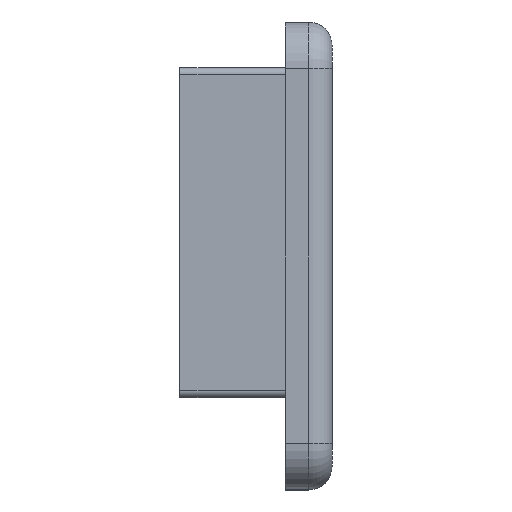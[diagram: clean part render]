
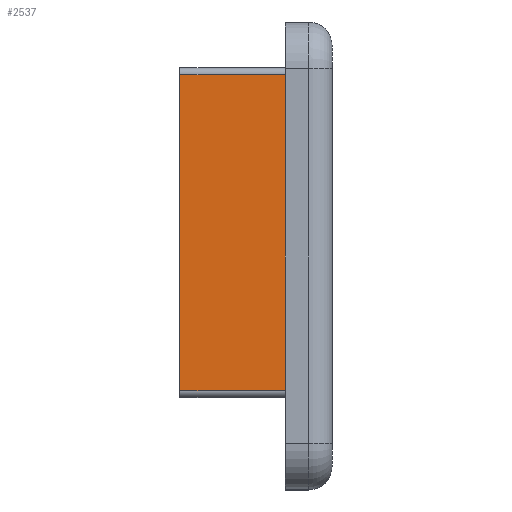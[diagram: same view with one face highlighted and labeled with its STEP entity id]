
A CAD part, left-side view. The second image highlights one B-rep face of the part: STEP entity #2537.
In plain terms, the highlighted planar face has unit normal (-1, 0, 0).
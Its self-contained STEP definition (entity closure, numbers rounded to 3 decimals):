
#41 = CARTESIAN_POINT ( 'NONE',  ( -36., 2., -5.75 ) ) ;
#336 = VERTEX_POINT ( 'NONE', #2673 ) ;
#456 = LINE ( 'NONE', #2761, #3537 ) ;
#485 = DIRECTION ( 'NONE',  ( 1., 0., 0. ) ) ;
#512 = ORIENTED_EDGE ( 'NONE', *, *, #4460, .F. ) ;
#539 = VECTOR ( 'NONE', #4544, 1000. ) ;
#703 = ORIENTED_EDGE ( 'NONE', *, *, #7273, .T. ) ;
#720 = LINE ( 'NONE', #6839, #539 ) ;
#914 = VERTEX_POINT ( 'NONE', #6225 ) ;
#927 = VECTOR ( 'NONE', #4674, 1000. ) ;
#1272 = ORIENTED_EDGE ( 'NONE', *, *, #4153, .T. ) ;
#1386 = LINE ( 'NONE', #5986, #5853 ) ;
#2068 = VERTEX_POINT ( 'NONE', #3220 ) ;
#2479 = LINE ( 'NONE', #7016, #927 ) ;
#2537 = ADVANCED_FACE ( 'NONE', ( #4336 ), #3374, .F. ) ;
#2673 = CARTESIAN_POINT ( 'NONE',  ( -36., 6.5, -5.75 ) ) ;
#2761 = CARTESIAN_POINT ( 'NONE',  ( -36., 6.5, 7.75 ) ) ;
#3133 = AXIS2_PLACEMENT_3D ( 'NONE', #7419, #485, #4537 ) ;
#3154 = EDGE_CURVE ( 'NONE', #336, #6255, #720, .T. ) ;
#3220 = CARTESIAN_POINT ( 'NONE',  ( -36., 6.5, 7.75 ) ) ;
#3374 = PLANE ( 'NONE',  #3133 ) ;
#3537 = VECTOR ( 'NONE', #6814, 1000. ) ;
#4153 = EDGE_CURVE ( 'NONE', #6255, #914, #1386, .T. ) ;
#4336 = FACE_OUTER_BOUND ( 'NONE', #6674, .T. ) ;
#4460 = EDGE_CURVE ( 'NONE', #336, #2068, #2479, .T. ) ;
#4537 = DIRECTION ( 'NONE',  ( 0., 0., -1. ) ) ;
#4544 = DIRECTION ( 'NONE',  ( 0., -1., 0. ) ) ;
#4674 = DIRECTION ( 'NONE',  ( 0., 0., 1. ) ) ;
#5853 = VECTOR ( 'NONE', #6568, 1000. ) ;
#5986 = CARTESIAN_POINT ( 'NONE',  ( -36., 2., -6.05 ) ) ;
#6225 = CARTESIAN_POINT ( 'NONE',  ( -36., 2., 7.75 ) ) ;
#6255 = VERTEX_POINT ( 'NONE', #41 ) ;
#6568 = DIRECTION ( 'NONE',  ( 0., 0., 1. ) ) ;
#6674 = EDGE_LOOP ( 'NONE', ( #512, #6762, #1272, #703 ) ) ;
#6762 = ORIENTED_EDGE ( 'NONE', *, *, #3154, .T. ) ;
#6814 = DIRECTION ( 'NONE',  ( 0., 1., 0. ) ) ;
#6839 = CARTESIAN_POINT ( 'NONE',  ( -36., 6.5, -5.75 ) ) ;
#7016 = CARTESIAN_POINT ( 'NONE',  ( -36., 6.5, -6.05 ) ) ;
#7273 = EDGE_CURVE ( 'NONE', #914, #2068, #456, .T. ) ;
#7419 = CARTESIAN_POINT ( 'NONE',  ( -36., 6.5, -6.05 ) ) ;
